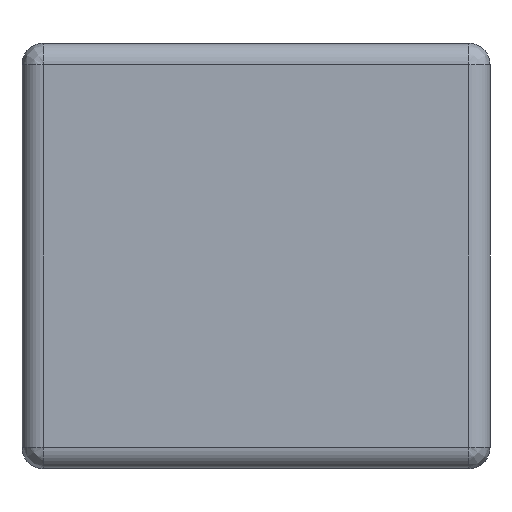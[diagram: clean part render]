
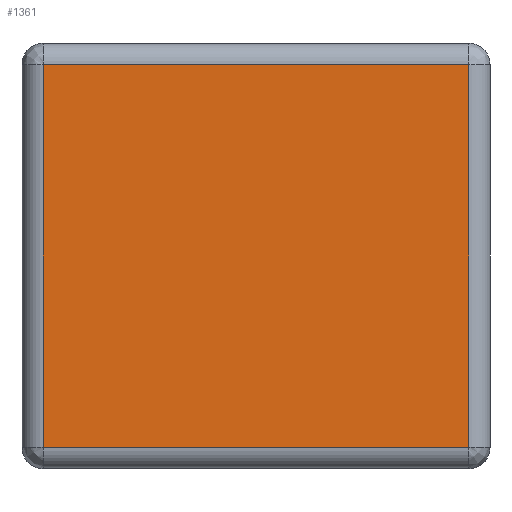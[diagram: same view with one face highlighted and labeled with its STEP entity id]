
A CAD part, left-side view. The second image highlights one B-rep face of the part: STEP entity #1361.
In plain terms, the highlighted planar face has unit normal (-1, 0, 0).
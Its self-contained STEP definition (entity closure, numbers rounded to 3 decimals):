
#1150 = VERTEX_POINT('',#1151);
#1151 = CARTESIAN_POINT('',(-0.5,0.025,-0.225));
#1160 = VERTEX_POINT('',#1161);
#1161 = CARTESIAN_POINT('',(-0.5,0.025,0.225));
#1168 = EDGE_CURVE('',#1160,#1150,#1169,.T.);
#1169 = LINE('',#1170,#1171);
#1170 = CARTESIAN_POINT('',(-0.5,0.025,-0.25));
#1171 = VECTOR('',#1172,1.);
#1172 = DIRECTION('',(-0.,-0.,-1.));
#1212 = EDGE_CURVE('',#1150,#1213,#1215,.T.);
#1213 = VERTEX_POINT('',#1214);
#1214 = CARTESIAN_POINT('',(-0.5,0.525,-0.225));
#1215 = LINE('',#1216,#1217);
#1216 = CARTESIAN_POINT('',(-0.5,0.55,-0.225));
#1217 = VECTOR('',#1218,1.);
#1218 = DIRECTION('',(-0.,1.,-0.));
#1266 = EDGE_CURVE('',#1213,#1267,#1269,.T.);
#1267 = VERTEX_POINT('',#1268);
#1268 = CARTESIAN_POINT('',(-0.5,0.525,0.225));
#1269 = LINE('',#1270,#1271);
#1270 = CARTESIAN_POINT('',(-0.5,0.525,0.));
#1271 = VECTOR('',#1272,1.);
#1272 = DIRECTION('',(-0.,-0.,1.));
#1320 = EDGE_CURVE('',#1267,#1160,#1321,.T.);
#1321 = LINE('',#1322,#1323);
#1322 = CARTESIAN_POINT('',(-0.5,0.55,0.225));
#1323 = VECTOR('',#1324,1.);
#1324 = DIRECTION('',(0.,-1.,0.));
#1361 = ADVANCED_FACE('',(#1362),#1368,.F.);
#1362 = FACE_BOUND('',#1363,.T.);
#1363 = EDGE_LOOP('',(#1364,#1365,#1366,#1367));
#1364 = ORIENTED_EDGE('',*,*,#1212,.F.);
#1365 = ORIENTED_EDGE('',*,*,#1168,.F.);
#1366 = ORIENTED_EDGE('',*,*,#1320,.F.);
#1367 = ORIENTED_EDGE('',*,*,#1266,.F.);
#1368 = PLANE('',#1369);
#1369 = AXIS2_PLACEMENT_3D('',#1370,#1371,#1372);
#1370 = CARTESIAN_POINT('',(-0.5,0.55,-0.25));
#1371 = DIRECTION('',(1.,-0.,0.));
#1372 = DIRECTION('',(0.,0.,-1.));
